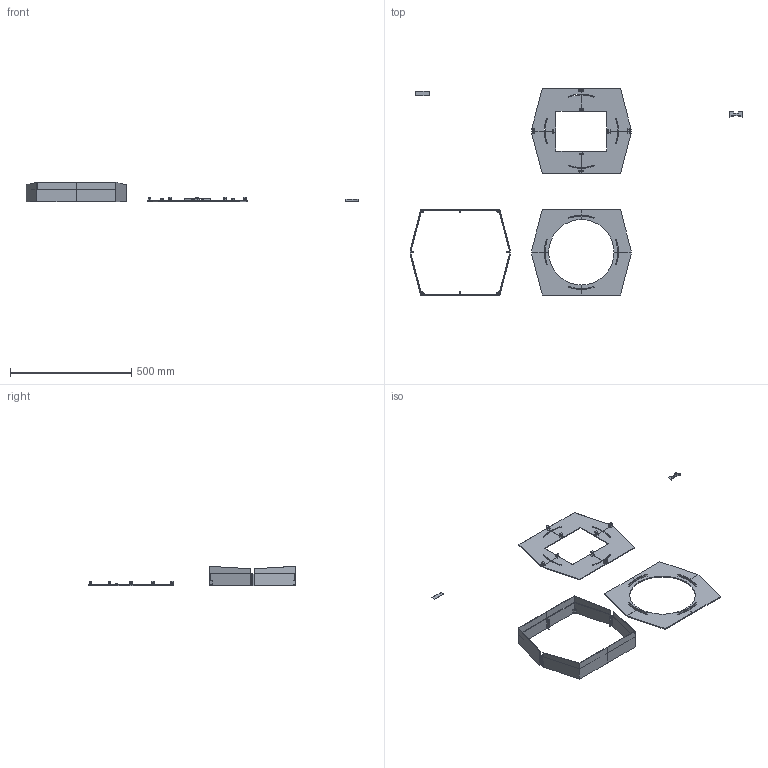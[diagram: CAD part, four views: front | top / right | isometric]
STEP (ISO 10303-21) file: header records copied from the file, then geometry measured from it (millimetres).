
FILE_DESCRIPTION(/* description */ (''),/* implementation_level */ '2;1');
FILE_NAME(/* name */ 'Front Face.step',/* time_stamp */ '2025-09-29T14:23:33-04:00',/* author */ (''),/* organization */ (''),/* preprocessor_version */ 'ST-DEVELOPER v20.1',/* originating_system */ 'Autodesk Translation Framework v14.17.0.0',/* authorisation */ '');
FILE_SCHEMA (('AUTOMOTIVE_DESIGN { 1 0 10303 214 3 1 1 }'));
Length unit declared in the file: millimetre
Products named in the file (1): Front Face
Bounding box: 1370.44 x 854.8 x 80 mm (x, y, z)
Volume: 1008416.4 mm3; surface area: 612657.9 mm2
Topology: 14 solids, 14 shells, 417 faces, 1132 edges, 750 vertices
Faces by surface type: plane 318, cylinder 99
Full cylindrical faces by diameter (mm): 4 x4, 4.2 x32
Entity records: 13283 total; most frequent: CARTESIAN_POINT 2300, ORIENTED_EDGE 2264, DIRECTION 2210, EDGE_CURVE 1132, LINE 890, VECTOR 890, VERTEX_POINT 750, AXIS2_PLACEMENT_3D 660
